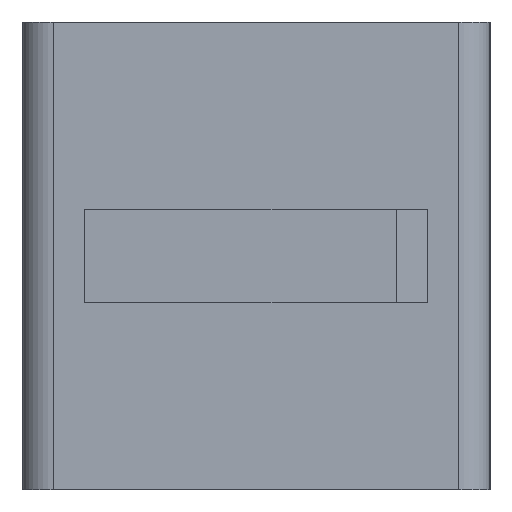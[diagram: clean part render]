
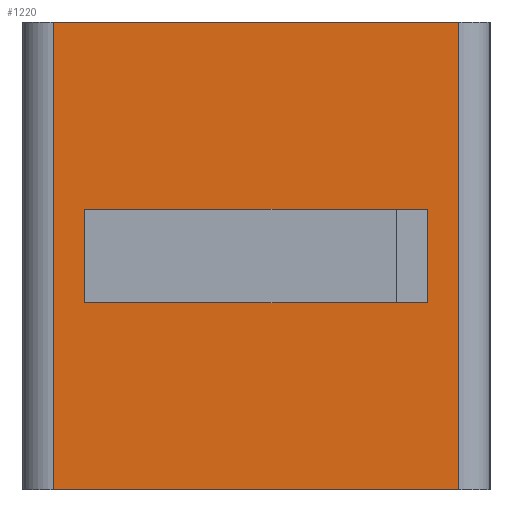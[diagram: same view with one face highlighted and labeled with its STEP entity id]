
A CAD part, left-side view. The second image highlights one B-rep face of the part: STEP entity #1220.
In plain terms, the highlighted planar face has unit normal (-1, 0, 0).
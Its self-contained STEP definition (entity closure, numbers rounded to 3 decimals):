
#16=FACE_BOUND('',#400,.T.);
#46=PLANE('',#1376);
#84=LINE('',#2343,#169);
#94=LINE('',#2440,#179);
#100=LINE('',#2458,#185);
#104=LINE('',#2467,#189);
#107=LINE('',#2472,#192);
#108=LINE('',#2474,#193);
#130=LINE('',#2519,#215);
#131=LINE('',#2521,#216);
#169=VECTOR('',#1615,10.);
#179=VECTOR('',#1661,10.);
#185=VECTOR('',#1675,10.);
#189=VECTOR('',#1683,10.);
#192=VECTOR('',#1688,10.);
#193=VECTOR('',#1691,10.);
#215=VECTOR('',#1743,10.);
#216=VECTOR('',#1746,10.);
#325=FACE_OUTER_BOUND('',#399,.T.);
#399=EDGE_LOOP('',(#1131,#1132,#1133,#1134));
#400=EDGE_LOOP('',(#1135,#1136,#1137,#1138));
#569=VERTEX_POINT('',#2340);
#570=VERTEX_POINT('',#2342);
#584=VERTEX_POINT('',#2437);
#585=VERTEX_POINT('',#2439);
#590=VERTEX_POINT('',#2451);
#593=VERTEX_POINT('',#2456);
#596=VERTEX_POINT('',#2466);
#597=VERTEX_POINT('',#2470);
#723=EDGE_CURVE('',#569,#570,#84,.T.);
#744=EDGE_CURVE('',#585,#584,#94,.T.);
#753=EDGE_CURVE('',#590,#593,#100,.T.);
#757=EDGE_CURVE('',#596,#590,#104,.T.);
#760=EDGE_CURVE('',#593,#597,#107,.T.);
#761=EDGE_CURVE('',#597,#596,#108,.T.);
#783=EDGE_CURVE('',#570,#584,#130,.T.);
#784=EDGE_CURVE('',#585,#569,#131,.T.);
#1131=ORIENTED_EDGE('',*,*,#784,.F.);
#1132=ORIENTED_EDGE('',*,*,#744,.T.);
#1133=ORIENTED_EDGE('',*,*,#783,.F.);
#1134=ORIENTED_EDGE('',*,*,#723,.F.);
#1135=ORIENTED_EDGE('',*,*,#753,.T.);
#1136=ORIENTED_EDGE('',*,*,#760,.T.);
#1137=ORIENTED_EDGE('',*,*,#761,.T.);
#1138=ORIENTED_EDGE('',*,*,#757,.T.);
#1220=ADVANCED_FACE('',(#325,#16),#46,.T.);
#1376=AXIS2_PLACEMENT_3D('',#2520,#1744,#1745);
#1615=DIRECTION('',(0.,-1.,0.));
#1661=DIRECTION('',(0.,-1.,0.));
#1675=DIRECTION('',(0.,0.,-1.));
#1683=DIRECTION('',(0.,-1.,0.));
#1688=DIRECTION('',(0.,1.,0.));
#1691=DIRECTION('',(0.,0.,1.));
#1743=DIRECTION('',(0.,0.,-1.));
#1744=DIRECTION('center_axis',(-1.,0.,0.));
#1745=DIRECTION('ref_axis',(0.,-1.,0.));
#1746=DIRECTION('',(0.,0.,1.));
#2340=CARTESIAN_POINT('',(0.,14.,15.));
#2342=CARTESIAN_POINT('',(0.,1.,15.));
#2343=CARTESIAN_POINT('',(0.,14.,15.));
#2437=CARTESIAN_POINT('',(0.,1.,0.));
#2439=CARTESIAN_POINT('',(0.,14.,0.));
#2440=CARTESIAN_POINT('',(0.,14.,0.));
#2451=CARTESIAN_POINT('',(0.,2.,9.));
#2456=CARTESIAN_POINT('',(0.,2.,6.));
#2458=CARTESIAN_POINT('',(0.,2.,3.));
#2466=CARTESIAN_POINT('',(0.,13.,9.));
#2467=CARTESIAN_POINT('',(0.,8.5,9.));
#2470=CARTESIAN_POINT('',(0.,13.,6.));
#2472=CARTESIAN_POINT('',(0.,14.,6.));
#2474=CARTESIAN_POINT('',(0.,13.,4.5));
#2519=CARTESIAN_POINT('',(0.,1.,0.));
#2520=CARTESIAN_POINT('Origin',(0.,15.,0.));
#2521=CARTESIAN_POINT('',(0.,14.,0.));
